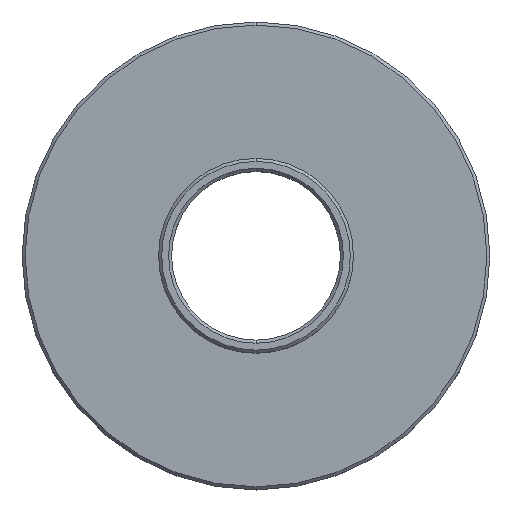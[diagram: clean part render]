
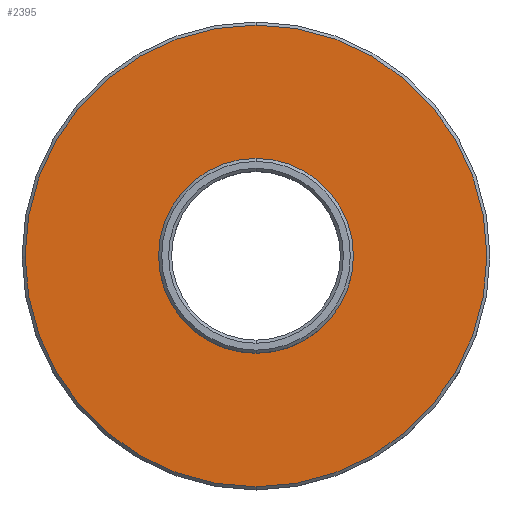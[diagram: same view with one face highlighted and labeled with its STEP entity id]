
A CAD part, top view. The second image highlights one B-rep face of the part: STEP entity #2395.
In plain terms, the highlighted planar face has unit normal (0, 0, 1).
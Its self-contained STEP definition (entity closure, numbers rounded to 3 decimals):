
#47=CARTESIAN_POINT('',(0.,0.,-6.));
#48=DIRECTION('',(0.,0.,-1.));
#49=DIRECTION('',(0.,-1.,0.));
#50=AXIS2_PLACEMENT_3D('',#47,#48,#49);
#52=CARTESIAN_POINT('',(0.,0.,-6.));
#53=DIRECTION('',(0.,0.,1.));
#54=DIRECTION('',(0.,-1.,0.));
#55=AXIS2_PLACEMENT_3D('',#52,#53,#54);
#57=CARTESIAN_POINT('',(0.,0.,-6.));
#58=DIRECTION('',(0.,0.,-1.));
#59=DIRECTION('',(0.,-1.,0.));
#60=AXIS2_PLACEMENT_3D('',#57,#58,#59);
#62=CARTESIAN_POINT('',(0.,0.,-6.));
#63=DIRECTION('',(0.,0.,-1.));
#64=DIRECTION('',(0.,1.,0.));
#65=AXIS2_PLACEMENT_3D('',#62,#63,#64);
#2212=CARTESIAN_POINT('',(0.,-6.35,-6.));
#2213=CARTESIAN_POINT('',(0.,6.35,-6.));
#2214=VERTEX_POINT('',#2212);
#2215=VERTEX_POINT('',#2213);
#2278=CARTESIAN_POINT('',(0.,-15.05,-6.));
#2279=CARTESIAN_POINT('',(0.,15.05,-6.));
#2280=VERTEX_POINT('',#2278);
#2281=VERTEX_POINT('',#2279);
#2380=CARTESIAN_POINT('',(0.,0.,-6.));
#2381=DIRECTION('',(0.,0.,1.));
#2382=DIRECTION('',(0.,1.,0.));
#2383=AXIS2_PLACEMENT_3D('',#2380,#2381,#2382);
#2384=PLANE('',#2383);
#2386=ORIENTED_EDGE('',*,*,#2385,.T.);
#2388=ORIENTED_EDGE('',*,*,#2387,.T.);
#2389=EDGE_LOOP('',(#2386,#2388));
#2390=FACE_OUTER_BOUND('',#2389,.F.);
#2391=ORIENTED_EDGE('',*,*,#2347,.F.);
#2392=ORIENTED_EDGE('',*,*,#2362,.T.);
#2393=EDGE_LOOP('',(#2391,#2392));
#2394=FACE_BOUND('',#2393,.F.);
#2395=ADVANCED_FACE('',(#2390,#2394),#2384,.T.);
#51=CIRCLE('',#50,6.35);
#56=CIRCLE('',#55,6.35);
#61=CIRCLE('',#60,15.05);
#66=CIRCLE('',#65,15.05);
#2347=EDGE_CURVE('',#2214,#2215,#51,.T.);
#2362=EDGE_CURVE('',#2214,#2215,#56,.T.);
#2385=EDGE_CURVE('',#2280,#2281,#61,.T.);
#2387=EDGE_CURVE('',#2281,#2280,#66,.T.);
